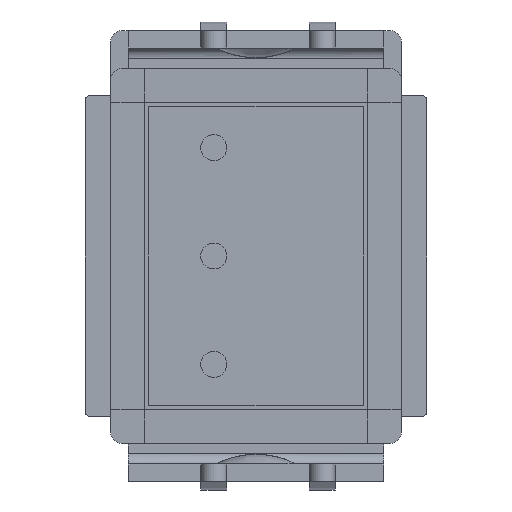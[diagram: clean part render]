
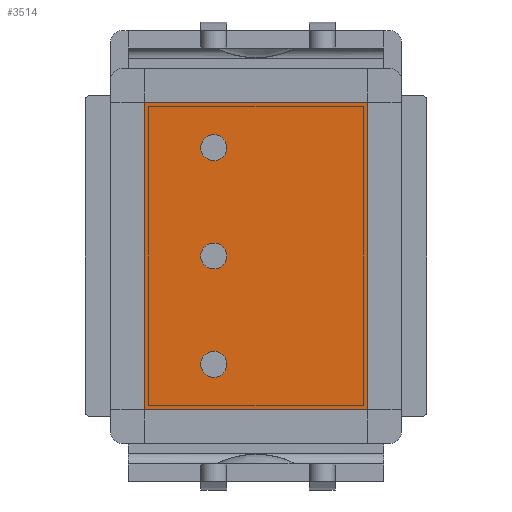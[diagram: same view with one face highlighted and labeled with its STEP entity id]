
A CAD part, front view. The second image highlights one B-rep face of the part: STEP entity #3514.
In plain terms, the highlighted planar face has unit normal (0, -1, 0).
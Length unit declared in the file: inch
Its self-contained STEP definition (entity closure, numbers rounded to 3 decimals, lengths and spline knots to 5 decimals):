
#489=ORIENTED_EDGE('',*,*,#1378,.F.);
#490=ORIENTED_EDGE('',*,*,#1384,.F.);
#491=ORIENTED_EDGE('',*,*,#1382,.F.);
#492=ORIENTED_EDGE('',*,*,#1380,.F.);
#1378=EDGE_CURVE('',#1845,#1846,#2223,.T.);
#1380=EDGE_CURVE('',#1846,#1847,#2225,.T.);
#1382=EDGE_CURVE('',#1847,#1848,#2227,.T.);
#1384=EDGE_CURVE('',#1848,#1845,#2229,.T.);
#1845=VERTEX_POINT('',#5309);
#1846=VERTEX_POINT('',#5311);
#1847=VERTEX_POINT('',#5315);
#1848=VERTEX_POINT('',#5319);
#2223=LINE('',#5310,#2619);
#2225=LINE('',#5314,#2621);
#2227=LINE('',#5318,#2623);
#2229=LINE('',#5322,#2625);
#2619=VECTOR('',#4268,39.37008);
#2621=VECTOR('',#4272,39.37008);
#2623=VECTOR('',#4276,39.37008);
#2625=VECTOR('',#4280,39.37008);
#2947=EDGE_LOOP('',(#489,#490,#491,#492));
#3161=FACE_BOUND('',#2947,.T.);
#3372=PLANE('',#3789);
#3514=ADVANCED_FACE('',(#3161),#3372,.F.);
#3789=AXIS2_PLACEMENT_3D('',#5323,#4281,#4282);
#4268=DIRECTION('',(-1.,0.,0.));
#4272=DIRECTION('',(0.,0.,1.));
#4276=DIRECTION('',(1.,0.,0.));
#4280=DIRECTION('',(0.,0.,-1.));
#4281=DIRECTION('',(0.,1.,0.));
#4282=DIRECTION('',(0.,0.,1.));
#5309=CARTESIAN_POINT('',(0.103,0.032,-0.142));
#5310=CARTESIAN_POINT('',(0.103,0.032,-0.142));
#5311=CARTESIAN_POINT('',(-0.103,0.032,-0.142));
#5314=CARTESIAN_POINT('',(-0.103,0.032,-0.142));
#5315=CARTESIAN_POINT('',(-0.103,0.032,0.142));
#5318=CARTESIAN_POINT('',(-0.103,0.032,0.142));
#5319=CARTESIAN_POINT('',(0.103,0.032,0.142));
#5322=CARTESIAN_POINT('',(0.103,0.032,0.142));
#5323=CARTESIAN_POINT('',(0.,0.032,0.));
